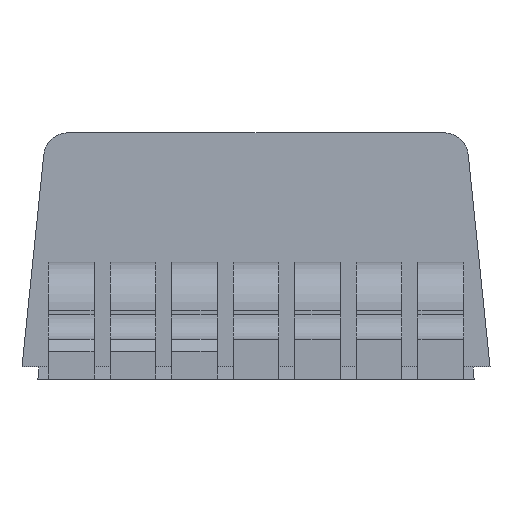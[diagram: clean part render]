
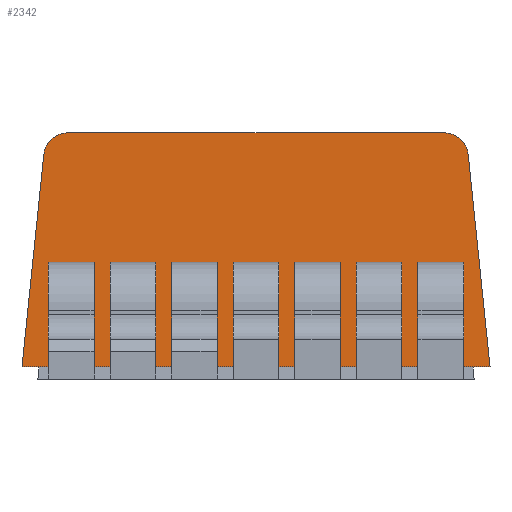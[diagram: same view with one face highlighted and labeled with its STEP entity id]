
A CAD part, front view. The second image highlights one B-rep face of the part: STEP entity #2342.
In plain terms, the highlighted planar face has unit normal (0, -1, 0).
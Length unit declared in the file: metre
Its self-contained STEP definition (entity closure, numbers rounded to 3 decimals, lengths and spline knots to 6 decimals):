
#129=CIRCLE('',#2640,0.0005);
#130=CIRCLE('',#2641,0.0005);
#741=ORIENTED_EDGE('',*,*,#1097,.T.);
#742=ORIENTED_EDGE('',*,*,#1098,.T.);
#743=ORIENTED_EDGE('',*,*,#1099,.F.);
#744=ORIENTED_EDGE('',*,*,#1100,.T.);
#745=ORIENTED_EDGE('',*,*,#1101,.T.);
#746=ORIENTED_EDGE('',*,*,#1102,.T.);
#1097=EDGE_CURVE('',#1324,#1325,#1586,.F.);
#1098=EDGE_CURVE('',#1325,#1326,#129,.F.);
#1099=EDGE_CURVE('',#1327,#1326,#1587,.T.);
#1100=EDGE_CURVE('',#1327,#1328,#130,.F.);
#1101=EDGE_CURVE('',#1328,#1329,#1588,.T.);
#1102=EDGE_CURVE('',#1329,#1324,#1589,.T.);
#1324=VERTEX_POINT('',#3968);
#1325=VERTEX_POINT('',#3969);
#1326=VERTEX_POINT('',#3971);
#1327=VERTEX_POINT('',#3973);
#1328=VERTEX_POINT('',#3975);
#1329=VERTEX_POINT('',#3977);
#1586=LINE('',#3967,#1849);
#1587=LINE('',#3972,#1850);
#1588=LINE('',#3976,#1851);
#1589=LINE('',#3978,#1852);
#1849=VECTOR('',#3276,1.);
#1850=VECTOR('',#3279,1.);
#1851=VECTOR('',#3282,1.);
#1852=VECTOR('',#3283,1.);
#1984=EDGE_LOOP('',(#741,#742,#743,#744,#745,#746));
#2115=FACE_BOUND('',#1984,.T.);
#2218=PLANE('',#2639);
#2342=ADVANCED_FACE('',(#2115),#2218,.F.);
#2639=AXIS2_PLACEMENT_3D('',#3966,#3274,#3275);
#2640=AXIS2_PLACEMENT_3D('',#3970,#3277,#3278);
#2641=AXIS2_PLACEMENT_3D('',#3974,#3280,#3281);
#3274=DIRECTION('',(0.,1.,0.));
#3275=DIRECTION('',(-1.,0.,0.));
#3276=DIRECTION('',(0.102,0.,-0.995));
#3277=DIRECTION('',(0.,1.,0.));
#3278=DIRECTION('',(-1.,0.,0.));
#3279=DIRECTION('',(1.,0.,0.));
#3280=DIRECTION('',(0.,1.,0.));
#3281=DIRECTION('',(-1.,0.,0.));
#3282=DIRECTION('',(-0.102,0.,-0.995));
#3283=DIRECTION('',(1.,0.,0.));
#3966=CARTESIAN_POINT('',(0.,-0.004826,0.00508));
#3967=CARTESIAN_POINT('',(0.004826,-0.004826,0.000254));
#3968=CARTESIAN_POINT('',(0.004826,-0.004826,0.000254));
#3969=CARTESIAN_POINT('',(0.004377,-0.004826,0.004631));
#3970=CARTESIAN_POINT('',(0.003879,-0.004826,0.00458));
#3971=CARTESIAN_POINT('',(0.003879,-0.004826,0.00508));
#3972=CARTESIAN_POINT('',(0.,-0.004826,0.00508));
#3973=CARTESIAN_POINT('',(-0.003879,-0.004826,0.00508));
#3974=CARTESIAN_POINT('',(-0.003879,-0.004826,0.00458));
#3975=CARTESIAN_POINT('',(-0.004377,-0.004826,0.004631));
#3976=CARTESIAN_POINT('',(-0.004331,-0.004826,0.00508));
#3977=CARTESIAN_POINT('',(-0.004826,-0.004826,0.000254));
#3978=CARTESIAN_POINT('',(0.,-0.004826,0.000254));
